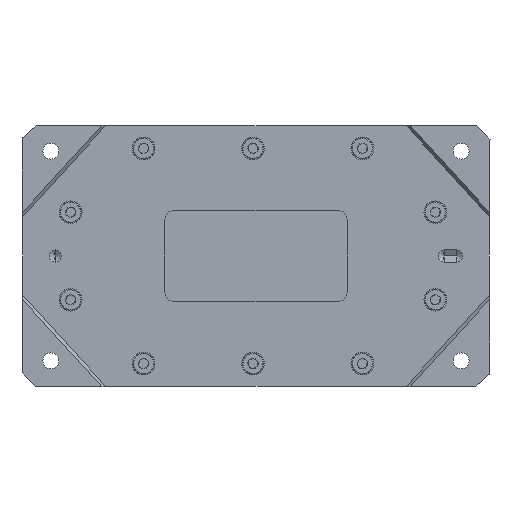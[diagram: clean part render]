
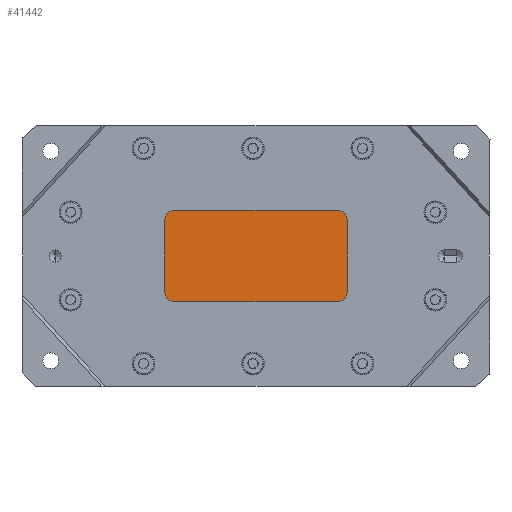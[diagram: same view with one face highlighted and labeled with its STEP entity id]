
A CAD part, front view. The second image highlights one B-rep face of the part: STEP entity #41442.
In plain terms, the highlighted planar face has unit normal (0, -1, 0).
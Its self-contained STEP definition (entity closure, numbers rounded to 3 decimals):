
#1059 = CARTESIAN_POINT ( 'NONE',  ( -27., -32.7, 15. ) ) ;
#1920 = DIRECTION ( 'NONE',  ( 0., -1., 0. ) ) ;
#2015 = LINE ( 'NONE', #28595, #6215 ) ;
#2278 = DIRECTION ( 'NONE',  ( 0., 0., -1. ) ) ;
#3474 = EDGE_CURVE ( 'NONE', #43494, #22852, #44960, .T. ) ;
#4047 = VECTOR ( 'NONE', #48040, 1000. ) ;
#4097 = ORIENTED_EDGE ( 'NONE', *, *, #15279, .T. ) ;
#6215 = VECTOR ( 'NONE', #11150, 1000. ) ;
#6332 = CARTESIAN_POINT ( 'NONE',  ( -30., -32.7, 12. ) ) ;
#7601 = ORIENTED_EDGE ( 'NONE', *, *, #3474, .T. ) ;
#8456 = AXIS2_PLACEMENT_3D ( 'NONE', #47970, #11402, #2278 ) ;
#9211 = CARTESIAN_POINT ( 'NONE',  ( -30., -32.7, -12. ) ) ;
#9783 = ORIENTED_EDGE ( 'NONE', *, *, #28797, .T. ) ;
#10396 = CARTESIAN_POINT ( 'NONE',  ( 27., -32.7, -15. ) ) ;
#10784 = EDGE_CURVE ( 'NONE', #48171, #56677, #34793, .T. ) ;
#11150 = DIRECTION ( 'NONE',  ( 0., 0., -1. ) ) ;
#11402 = DIRECTION ( 'NONE',  ( 0., -1., 0. ) ) ;
#13869 = CARTESIAN_POINT ( 'NONE',  ( 30., -32.7, 12. ) ) ;
#13996 = AXIS2_PLACEMENT_3D ( 'NONE', #57173, #16800, #34810 ) ;
#15279 = EDGE_CURVE ( 'NONE', #22852, #48171, #24382, .T. ) ;
#15492 = DIRECTION ( 'NONE',  ( 0., 0., -1. ) ) ;
#16800 = DIRECTION ( 'NONE',  ( 0., -1., 0. ) ) ;
#19132 = CARTESIAN_POINT ( 'NONE',  ( 30., -32.7, -12. ) ) ;
#19636 = DIRECTION ( 'NONE',  ( 0., -1., 0. ) ) ;
#20629 = CARTESIAN_POINT ( 'NONE',  ( -27., -32.7, -15. ) ) ;
#20826 = EDGE_CURVE ( 'NONE', #49691, #21755, #50685, .T. ) ;
#21755 = VERTEX_POINT ( 'NONE', #6332 ) ;
#22743 = EDGE_CURVE ( 'NONE', #56677, #49691, #39789, .T. ) ;
#22852 = VERTEX_POINT ( 'NONE', #19132 ) ;
#23039 = CARTESIAN_POINT ( 'NONE',  ( -27., -32.7, -15. ) ) ;
#24121 = DIRECTION ( 'NONE',  ( 0., 0., -1. ) ) ;
#24287 = VERTEX_POINT ( 'NONE', #23039 ) ;
#24382 = LINE ( 'NONE', #29681, #40075 ) ;
#24750 = EDGE_CURVE ( 'NONE', #32989, #24287, #33963, .T. ) ;
#28186 = CARTESIAN_POINT ( 'NONE',  ( -27., -32.7, 12. ) ) ;
#28595 = CARTESIAN_POINT ( 'NONE',  ( -30., -32.7, 12. ) ) ;
#28797 = EDGE_CURVE ( 'NONE', #21755, #32989, #2015, .T. ) ;
#29681 = CARTESIAN_POINT ( 'NONE',  ( 30., -32.7, 12. ) ) ;
#29775 = LINE ( 'NONE', #20629, #54459 ) ;
#30402 = ORIENTED_EDGE ( 'NONE', *, *, #24750, .T. ) ;
#31920 = AXIS2_PLACEMENT_3D ( 'NONE', #28186, #19636, #46148 ) ;
#32663 = CARTESIAN_POINT ( 'NONE',  ( 27., -32.7, 15. ) ) ;
#32989 = VERTEX_POINT ( 'NONE', #9211 ) ;
#33963 = CIRCLE ( 'NONE', #8456, 3. ) ;
#34123 = EDGE_LOOP ( 'NONE', ( #30402, #41418, #7601, #4097, #42850, #48128, #38621, #9783 ) ) ;
#34793 = CIRCLE ( 'NONE', #13996, 3. ) ;
#34810 = DIRECTION ( 'NONE',  ( 0., 0., 1. ) ) ;
#37095 = PLANE ( 'NONE',  #42639 ) ;
#37209 = EDGE_CURVE ( 'NONE', #24287, #43494, #29775, .T. ) ;
#37470 = AXIS2_PLACEMENT_3D ( 'NONE', #38504, #1920, #15492 ) ;
#38504 = CARTESIAN_POINT ( 'NONE',  ( 27., -32.7, -12. ) ) ;
#38621 = ORIENTED_EDGE ( 'NONE', *, *, #20826, .T. ) ;
#39491 = DIRECTION ( 'NONE',  ( 1., 0., 0. ) ) ;
#39789 = LINE ( 'NONE', #52730, #4047 ) ;
#40075 = VECTOR ( 'NONE', #47631, 1000. ) ;
#41418 = ORIENTED_EDGE ( 'NONE', *, *, #37209, .T. ) ;
#41442 = ADVANCED_FACE ( 'NONE', ( #41808 ), #37095, .T. ) ;
#41808 = FACE_OUTER_BOUND ( 'NONE', #34123, .T. ) ;
#42639 = AXIS2_PLACEMENT_3D ( 'NONE', #46786, #56207, #24121 ) ;
#42850 = ORIENTED_EDGE ( 'NONE', *, *, #10784, .T. ) ;
#43494 = VERTEX_POINT ( 'NONE', #10396 ) ;
#44960 = CIRCLE ( 'NONE', #37470, 3. ) ;
#46148 = DIRECTION ( 'NONE',  ( 0., 0., -1. ) ) ;
#46786 = CARTESIAN_POINT ( 'NONE',  ( -27., -32.7, -12. ) ) ;
#47631 = DIRECTION ( 'NONE',  ( 0., 0., 1. ) ) ;
#47970 = CARTESIAN_POINT ( 'NONE',  ( -27., -32.7, -12. ) ) ;
#48040 = DIRECTION ( 'NONE',  ( -1., 0., 0. ) ) ;
#48128 = ORIENTED_EDGE ( 'NONE', *, *, #22743, .T. ) ;
#48171 = VERTEX_POINT ( 'NONE', #13869 ) ;
#49691 = VERTEX_POINT ( 'NONE', #1059 ) ;
#50685 = CIRCLE ( 'NONE', #31920, 3. ) ;
#52730 = CARTESIAN_POINT ( 'NONE',  ( -27., -32.7, 15. ) ) ;
#54459 = VECTOR ( 'NONE', #39491, 1000. ) ;
#56207 = DIRECTION ( 'NONE',  ( 0., -1., 0. ) ) ;
#56677 = VERTEX_POINT ( 'NONE', #32663 ) ;
#57173 = CARTESIAN_POINT ( 'NONE',  ( 27., -32.7, 12. ) ) ;
